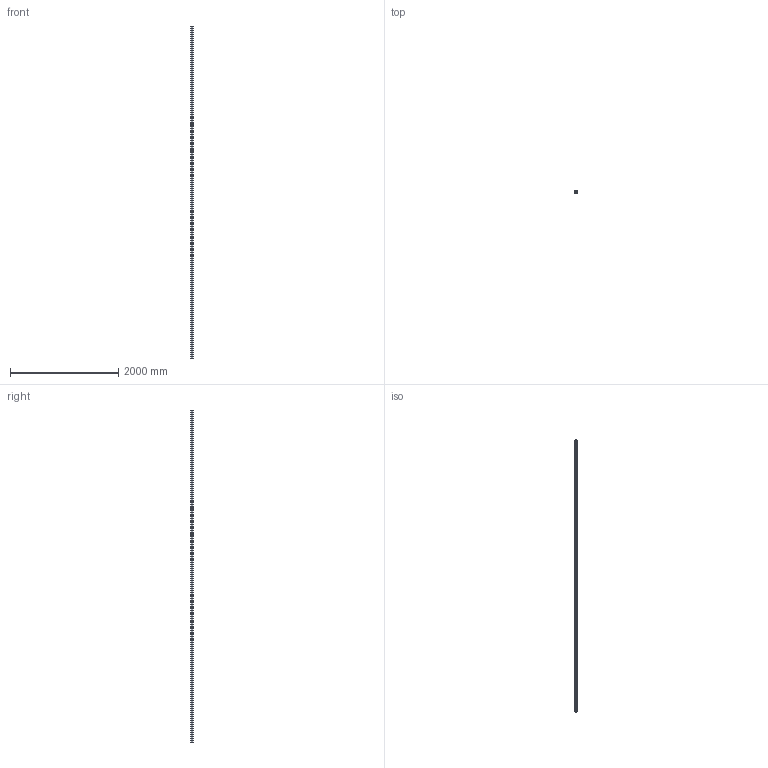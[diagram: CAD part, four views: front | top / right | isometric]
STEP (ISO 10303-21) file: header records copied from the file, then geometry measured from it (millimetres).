
FILE_DESCRIPTION (( 'STEP AP214' ), '1' );
FILE_NAME ('8796E4D4-E09C-44DD-88F9-DD64AED00D23.STEP', '2025-12-23T00:36:32', ( '' ), ( '' ), 'SwSTEP 2.0', 'SolidWorks 2022', '' );
FILE_SCHEMA (( 'AUTOMOTIVE_DESIGN' ));
Length unit declared in the file: inch
Products named in the file (1): 8796E4D4-E09C-44DD-88F9-DD64AED00D23
Bounding box: 38.1 x 38.1 x 6146.8 mm (x, y, z)
Volume: 3220141.7 mm3; surface area: 2770688.3 mm2
Topology: 1 solids, 1 shells, 189 faces, 561 edges, 374 vertices
Faces by surface type: cylinder 95, plane 94
Entity records: 8902 total; most frequent: DIRECTION 1131, CARTESIAN_POINT 1125, ORIENTED_EDGE 1122, EDGE_CURVE 561, AXIS2_PLACEMENT_3D 380, VERTEX_POINT 374, LINE 371, VECTOR 371
